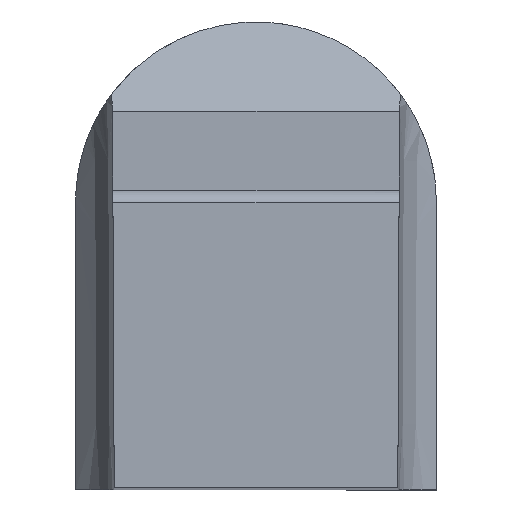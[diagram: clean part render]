
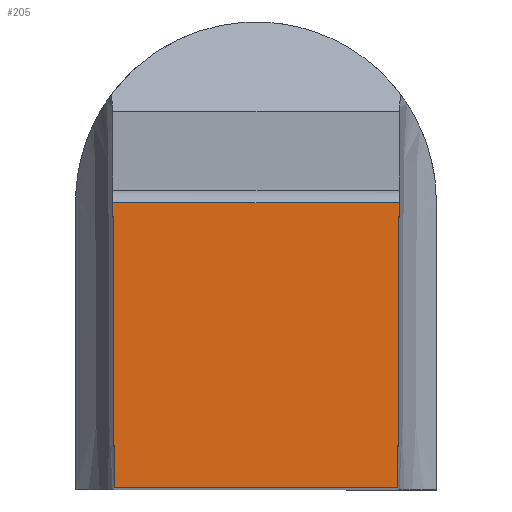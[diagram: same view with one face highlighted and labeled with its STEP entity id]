
A CAD part, top view. The second image highlights one B-rep face of the part: STEP entity #205.
In plain terms, the highlighted planar face has unit normal (0, 0, 1).
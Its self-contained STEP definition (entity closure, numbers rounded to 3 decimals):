
#148=LINE('',#1054,#172);
#160=LINE('',#1101,#184);
#162=LINE('',#1105,#186);
#164=LINE('',#1109,#188);
#172=VECTOR('',#824,1.);
#184=VECTOR('',#844,1.);
#186=VECTOR('',#850,1.);
#188=VECTOR('',#856,1.);
#205=ADVANCED_FACE('',(#266),#252,.F.);
#252=PLANE('',#723);
#266=FACE_OUTER_BOUND('',#285,.T.);
#285=EDGE_LOOP('',(#396,#397,#398,#399));
#396=ORIENTED_EDGE('',*,*,#590,.F.);
#397=ORIENTED_EDGE('',*,*,#596,.F.);
#398=ORIENTED_EDGE('',*,*,#575,.F.);
#399=ORIENTED_EDGE('',*,*,#593,.F.);
#514=VERTEX_POINT('',#1053);
#515=VERTEX_POINT('',#1055);
#522=VERTEX_POINT('',#1095);
#525=VERTEX_POINT('',#1100);
#575=EDGE_CURVE('',#514,#515,#148,.T.);
#590=EDGE_CURVE('',#525,#522,#160,.T.);
#593=EDGE_CURVE('',#522,#514,#162,.T.);
#596=EDGE_CURVE('',#515,#525,#164,.T.);
#723=AXIS2_PLACEMENT_3D('',#1111,#859,#860);
#824=DIRECTION('',(-1.,0.,0.));
#844=DIRECTION('',(1.,0.,0.));
#850=DIRECTION('',(-0.004,-1.,0.));
#856=DIRECTION('',(-0.004,1.,0.));
#859=DIRECTION('',(0.,0.,-1.));
#860=DIRECTION('',(-1.,0.,0.));
#1053=CARTESIAN_POINT('',(-0.139,0.,0.));
#1054=CARTESIAN_POINT('',(-0.139,0.,0.));
#1055=CARTESIAN_POINT('',(-31.811,0.,0.));
#1095=CARTESIAN_POINT('',(0.,31.85,0.));
#1100=CARTESIAN_POINT('',(-31.95,31.85,0.));
#1101=CARTESIAN_POINT('',(-31.95,31.85,0.));
#1105=CARTESIAN_POINT('',(0.,31.85,0.));
#1109=CARTESIAN_POINT('',(-31.811,0.,0.));
#1111=CARTESIAN_POINT('',(0.,31.85,0.));
